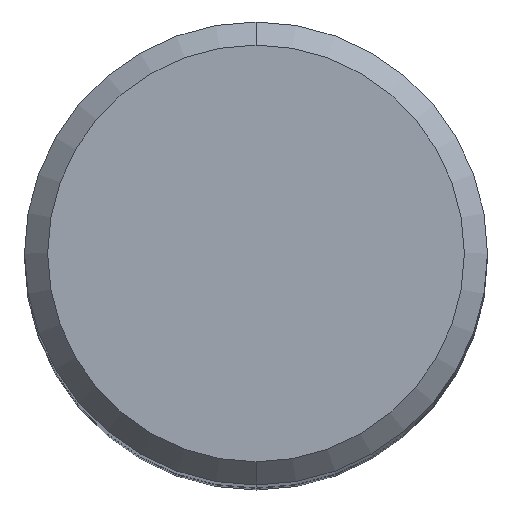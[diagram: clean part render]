
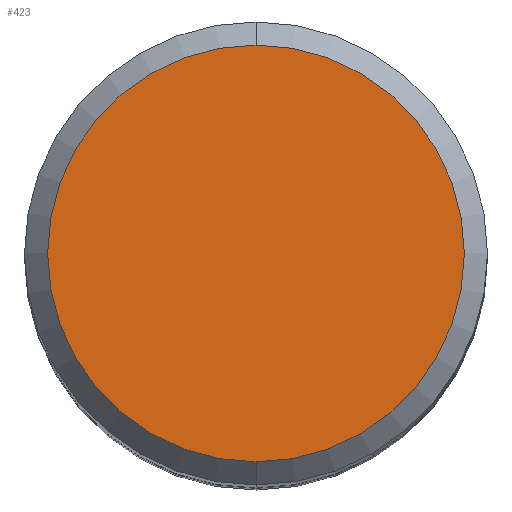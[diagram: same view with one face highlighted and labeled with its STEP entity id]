
A CAD part, top view. The second image highlights one B-rep face of the part: STEP entity #423.
In plain terms, the highlighted planar face has unit normal (0, 0, 1).
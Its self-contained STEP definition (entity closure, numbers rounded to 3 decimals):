
#217=EDGE_CURVE('',#365,#463,#535,.T.);
#273=EDGE_CURVE('',#463,#365,#596,.T.);
#365=VERTEX_POINT('',#699);
#423=ADVANCED_FACE('',(#763),#764,.T.);
#463=VERTEX_POINT('',#809);
#535=CIRCLE('',#959,7.2);
#596=CIRCLE('',#1090,7.2);
#699=CARTESIAN_POINT('',(0.0,7.2,0.0));
#763=FACE_OUTER_BOUND('',#1430,.T.);
#764=PLANE('',#1431);
#809=CARTESIAN_POINT('',(0.,-7.2,0.0));
#959=AXIS2_PLACEMENT_3D('',#1577,#1578,#1579);
#1090=AXIS2_PLACEMENT_3D('',#1637,#1638,#1639);
#1430=EDGE_LOOP('',(#1833,#1834));
#1431=AXIS2_PLACEMENT_3D('',#1835,#1836,#1837);
#1577=CARTESIAN_POINT('',(0.0,0.0,0.0));
#1578=DIRECTION('',(0.0,0.0,-1.0));
#1579=DIRECTION('',(0.0,1.0,0.0));
#1637=CARTESIAN_POINT('',(0.0,0.0,0.0));
#1638=DIRECTION('',(0.0,0.0,-1.0));
#1639=DIRECTION('',(0.0,1.0,0.0));
#1833=ORIENTED_EDGE('',*,*,#217,.F.);
#1834=ORIENTED_EDGE('',*,*,#273,.F.);
#1835=CARTESIAN_POINT('',(0.0,3.6,0.0));
#1836=DIRECTION('',(-0.0,0.0,1.0));
#1837=DIRECTION('',(0.0,-1.0,0.0));
